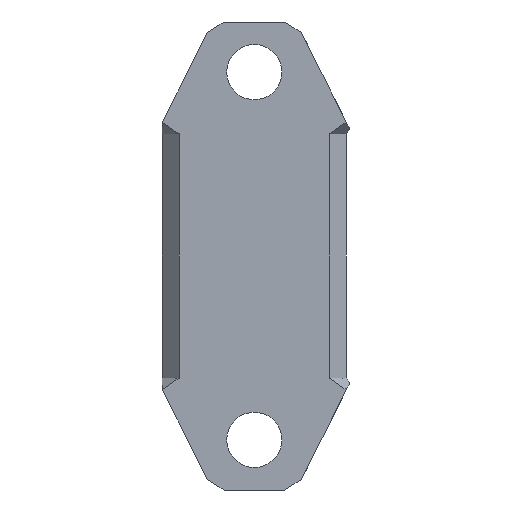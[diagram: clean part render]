
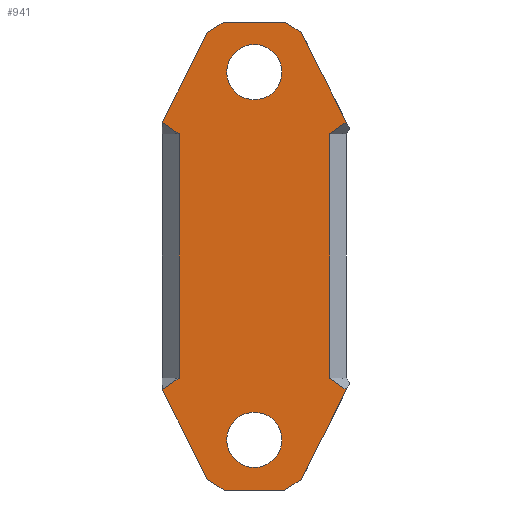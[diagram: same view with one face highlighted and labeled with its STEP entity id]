
A CAD part, left-side view. The second image highlights one B-rep face of the part: STEP entity #941.
In plain terms, the highlighted planar face has unit normal (-1, 0, 0).
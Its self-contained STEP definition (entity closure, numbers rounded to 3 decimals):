
#15=FACE_BOUND('',#104,.T.);
#16=FACE_BOUND('',#105,.T.);
#22=CIRCLE('',#987,1.65);
#24=CIRCLE('',#1008,1.65);
#53=FACE_OUTER_BOUND('',#103,.T.);
#103=EDGE_LOOP('',(#714,#715,#716,#717,#718,#719,#720,#721,#722,#723,#724,
#725,#726,#727,#728,#729,#730,#731,#732,#733));
#104=EDGE_LOOP('',(#734));
#105=EDGE_LOOP('',(#735));
#135=LINE('',#1275,#262);
#139=LINE('',#1284,#266);
#143=LINE('',#1293,#270);
#149=LINE('',#1306,#276);
#153=LINE('',#1313,#280);
#154=LINE('',#1316,#281);
#157=LINE('',#1325,#284);
#160=LINE('',#1330,#287);
#163=LINE('',#1335,#290);
#213=LINE('',#1439,#340);
#214=LINE('',#1441,#341);
#215=LINE('',#1443,#342);
#216=LINE('',#1445,#343);
#217=LINE('',#1447,#344);
#218=LINE('',#1449,#345);
#219=LINE('',#1451,#346);
#220=LINE('',#1453,#347);
#221=LINE('',#1455,#348);
#222=LINE('',#1457,#349);
#223=LINE('',#1458,#350);
#262=VECTOR('',#1038,1000.);
#266=VECTOR('',#1044,1000.);
#270=VECTOR('',#1050,1000.);
#276=VECTOR('',#1058,1000.);
#280=VECTOR('',#1064,1000.);
#281=VECTOR('',#1067,1000.);
#284=VECTOR('',#1078,1000.);
#287=VECTOR('',#1083,1000.);
#290=VECTOR('',#1088,1000.);
#340=VECTOR('',#1170,1000.);
#341=VECTOR('',#1171,1000.);
#342=VECTOR('',#1172,1000.);
#343=VECTOR('',#1173,1000.);
#344=VECTOR('',#1174,1000.);
#345=VECTOR('',#1175,1000.);
#346=VECTOR('',#1176,1000.);
#347=VECTOR('',#1177,1000.);
#348=VECTOR('',#1178,1000.);
#349=VECTOR('',#1179,1000.);
#350=VECTOR('',#1180,1000.);
#389=VERTEX_POINT('',#1273);
#390=VERTEX_POINT('',#1274);
#393=VERTEX_POINT('',#1282);
#394=VERTEX_POINT('',#1283);
#397=VERTEX_POINT('',#1291);
#398=VERTEX_POINT('',#1292);
#403=VERTEX_POINT('',#1303);
#404=VERTEX_POINT('',#1305);
#406=VERTEX_POINT('',#1311);
#407=VERTEX_POINT('',#1315);
#408=VERTEX_POINT('',#1319);
#449=VERTEX_POINT('',#1438);
#450=VERTEX_POINT('',#1440);
#451=VERTEX_POINT('',#1442);
#452=VERTEX_POINT('',#1444);
#453=VERTEX_POINT('',#1446);
#454=VERTEX_POINT('',#1448);
#455=VERTEX_POINT('',#1450);
#456=VERTEX_POINT('',#1452);
#457=VERTEX_POINT('',#1454);
#458=VERTEX_POINT('',#1456);
#459=VERTEX_POINT('',#1459);
#475=EDGE_CURVE('',#389,#390,#135,.T.);
#479=EDGE_CURVE('',#393,#394,#139,.F.);
#483=EDGE_CURVE('',#397,#398,#143,.T.);
#489=EDGE_CURVE('',#404,#403,#149,.T.);
#493=EDGE_CURVE('',#406,#404,#153,.T.);
#494=EDGE_CURVE('',#407,#398,#154,.T.);
#496=EDGE_CURVE('',#408,#408,#22,.T.);
#499=EDGE_CURVE('',#406,#390,#157,.T.);
#502=EDGE_CURVE('',#394,#389,#160,.T.);
#505=EDGE_CURVE('',#407,#393,#163,.T.);
#555=EDGE_CURVE('',#449,#403,#213,.T.);
#556=EDGE_CURVE('',#449,#450,#214,.F.);
#557=EDGE_CURVE('',#451,#450,#215,.T.);
#558=EDGE_CURVE('',#451,#452,#216,.T.);
#559=EDGE_CURVE('',#452,#453,#217,.F.);
#560=EDGE_CURVE('',#453,#454,#218,.T.);
#561=EDGE_CURVE('',#454,#455,#219,.T.);
#562=EDGE_CURVE('',#456,#455,#220,.T.);
#563=EDGE_CURVE('',#456,#457,#221,.T.);
#564=EDGE_CURVE('',#457,#458,#222,.F.);
#565=EDGE_CURVE('',#458,#397,#223,.T.);
#566=EDGE_CURVE('',#459,#459,#24,.T.);
#714=ORIENTED_EDGE('',*,*,#555,.F.);
#715=ORIENTED_EDGE('',*,*,#556,.T.);
#716=ORIENTED_EDGE('',*,*,#557,.F.);
#717=ORIENTED_EDGE('',*,*,#558,.T.);
#718=ORIENTED_EDGE('',*,*,#559,.T.);
#719=ORIENTED_EDGE('',*,*,#560,.T.);
#720=ORIENTED_EDGE('',*,*,#561,.T.);
#721=ORIENTED_EDGE('',*,*,#562,.F.);
#722=ORIENTED_EDGE('',*,*,#563,.T.);
#723=ORIENTED_EDGE('',*,*,#564,.T.);
#724=ORIENTED_EDGE('',*,*,#565,.T.);
#725=ORIENTED_EDGE('',*,*,#483,.T.);
#726=ORIENTED_EDGE('',*,*,#494,.F.);
#727=ORIENTED_EDGE('',*,*,#505,.T.);
#728=ORIENTED_EDGE('',*,*,#479,.T.);
#729=ORIENTED_EDGE('',*,*,#502,.T.);
#730=ORIENTED_EDGE('',*,*,#475,.T.);
#731=ORIENTED_EDGE('',*,*,#499,.F.);
#732=ORIENTED_EDGE('',*,*,#493,.T.);
#733=ORIENTED_EDGE('',*,*,#489,.T.);
#734=ORIENTED_EDGE('',*,*,#496,.T.);
#735=ORIENTED_EDGE('',*,*,#566,.F.);
#892=PLANE('',#1007);
#941=ADVANCED_FACE('',(#53,#15,#16),#892,.T.);
#987=AXIS2_PLACEMENT_3D('',#1320,#1071,#1072);
#1007=AXIS2_PLACEMENT_3D('',#1437,#1168,#1169);
#1008=AXIS2_PLACEMENT_3D('',#1460,#1181,#1182);
#1038=DIRECTION('',(0.,-0.851,0.526));
#1044=DIRECTION('',(0.,0.851,0.526));
#1050=DIRECTION('',(0.,0.816,-0.577));
#1058=DIRECTION('',(0.,0.816,0.577));
#1064=DIRECTION('',(0.,1.,0.));
#1067=DIRECTION('',(0.,-1.,0.));
#1071=DIRECTION('center_axis',(1.,0.,0.));
#1072=DIRECTION('ref_axis',(0.,0.,1.));
#1078=DIRECTION('',(0.,0.447,-0.894));
#1083=DIRECTION('',(0.,-1.,0.));
#1088=DIRECTION('',(0.,-0.447,-0.894));
#1168=DIRECTION('center_axis',(-1.,0.,0.));
#1169=DIRECTION('ref_axis',(0.,-1.,0.));
#1170=DIRECTION('',(0.,0.,-1.));
#1171=DIRECTION('',(0.,0.816,-0.577));
#1172=DIRECTION('',(0.,1.,0.));
#1173=DIRECTION('',(0.,0.447,0.894));
#1174=DIRECTION('',(0.,-0.851,-0.526));
#1175=DIRECTION('',(0.,1.,0.));
#1176=DIRECTION('',(0.,0.851,-0.526));
#1177=DIRECTION('',(0.,-0.447,0.894));
#1178=DIRECTION('',(0.,-1.,0.));
#1179=DIRECTION('',(0.,0.816,0.577));
#1180=DIRECTION('',(0.,0.,-1.));
#1181=DIRECTION('center_axis',(-1.,0.,0.));
#1182=DIRECTION('ref_axis',(0.,0.,1.));
#1273=CARTESIAN_POINT('',(-25.,-28.15,-11.6));
#1274=CARTESIAN_POINT('',(-25.,-29.163,-10.974));
#1275=CARTESIAN_POINT('',(-25.,-33.772,-8.126));
#1282=CARTESIAN_POINT('',(-25.,-23.537,-10.974));
#1283=CARTESIAN_POINT('',(-25.,-24.55,-11.6));
#1284=CARTESIAN_POINT('',(-25.,-22.401,-10.272));
#1291=CARTESIAN_POINT('',(-25.,-21.85,-4.9));
#1292=CARTESIAN_POINT('',(-25.,-20.86,-5.6));
#1293=CARTESIAN_POINT('',(-25.,-20.69,-5.72));
#1303=CARTESIAN_POINT('',(-25.,-30.85,-4.9));
#1305=CARTESIAN_POINT('',(-25.,-31.84,-5.6));
#1306=CARTESIAN_POINT('',(-25.,-32.01,-5.72));
#1311=CARTESIAN_POINT('',(-25.,-31.85,-5.6));
#1313=CARTESIAN_POINT('',(-25.,-31.35,-5.6));
#1315=CARTESIAN_POINT('',(-25.,-20.85,-5.6));
#1316=CARTESIAN_POINT('',(-25.,-21.35,-5.6));
#1319=CARTESIAN_POINT('',(-25.,-26.35,-6.95));
#1320=CARTESIAN_POINT('Origin',(-25.,-26.35,-8.6));
#1325=CARTESIAN_POINT('',(-25.,-30.35,-8.6));
#1330=CARTESIAN_POINT('',(-25.,-25.1,-11.6));
#1335=CARTESIAN_POINT('',(-25.,-22.35,-8.6));
#1437=CARTESIAN_POINT('Origin',(-25.,-28.75,6.));
#1438=CARTESIAN_POINT('',(-25.,-30.85,9.7));
#1439=CARTESIAN_POINT('',(-25.,-30.85,5.4));
#1440=CARTESIAN_POINT('',(-25.,-31.84,10.4));
#1441=CARTESIAN_POINT('',(-25.,-32.01,10.52));
#1442=CARTESIAN_POINT('',(-25.,-31.85,10.4));
#1443=CARTESIAN_POINT('',(-25.,-31.35,10.4));
#1444=CARTESIAN_POINT('',(-25.,-29.163,15.774));
#1445=CARTESIAN_POINT('',(-25.,-30.35,13.4));
#1446=CARTESIAN_POINT('',(-25.,-28.15,16.4));
#1447=CARTESIAN_POINT('',(-25.,-33.235,13.257));
#1448=CARTESIAN_POINT('',(-25.,-24.55,16.4));
#1449=CARTESIAN_POINT('',(-25.,-27.6,16.4));
#1450=CARTESIAN_POINT('',(-25.,-23.537,15.774));
#1451=CARTESIAN_POINT('',(-25.,-22.938,15.404));
#1452=CARTESIAN_POINT('',(-25.,-20.85,10.4));
#1453=CARTESIAN_POINT('',(-25.,-22.35,13.4));
#1454=CARTESIAN_POINT('',(-25.,-20.86,10.4));
#1455=CARTESIAN_POINT('',(-25.,-21.35,10.4));
#1456=CARTESIAN_POINT('',(-25.,-21.85,9.7));
#1457=CARTESIAN_POINT('',(-25.,-20.69,10.52));
#1458=CARTESIAN_POINT('',(-25.,-21.85,-0.6));
#1459=CARTESIAN_POINT('',(-25.,-26.35,15.05));
#1460=CARTESIAN_POINT('Origin',(-25.,-26.35,13.4));
